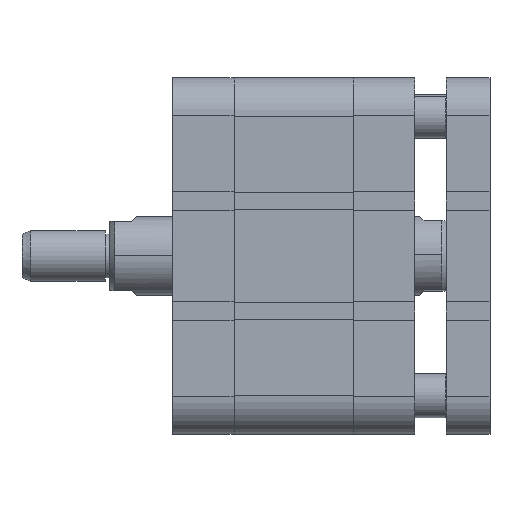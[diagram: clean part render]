
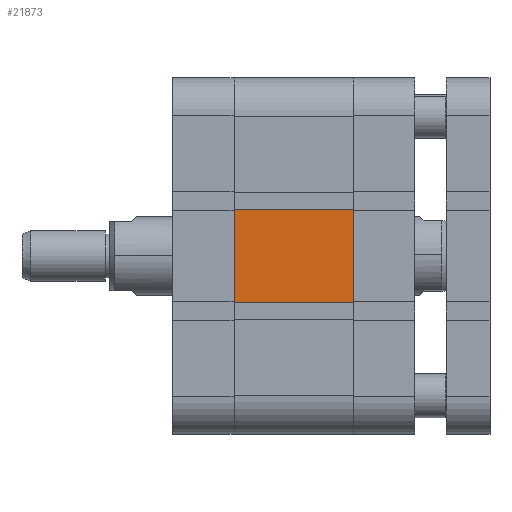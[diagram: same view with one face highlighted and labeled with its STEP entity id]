
A CAD part, front view. The second image highlights one B-rep face of the part: STEP entity #21873.
In plain terms, the highlighted planar face has unit normal (0, -1, 0).
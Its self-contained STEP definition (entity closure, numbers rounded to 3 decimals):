
#661 = CARTESIAN_POINT ( 'NONE',  ( 0., -56.75, -56.75 ) ) ;
#1514 = CARTESIAN_POINT ( 'NONE',  ( 38., -56.75, -56.75 ) ) ;
#1712 = FACE_OUTER_BOUND ( 'NONE', #28477, .T. ) ;
#2625 = CARTESIAN_POINT ( 'NONE',  ( 38., -56.75, -56.75 ) ) ;
#2926 = LINE ( 'NONE', #24278, #34504 ) ;
#4244 = EDGE_CURVE ( 'NONE', #7557, #30156, #28561, .T. ) ;
#5800 = LINE ( 'NONE', #24508, #36226 ) ;
#6004 = DIRECTION ( 'NONE',  ( -1., 0., 0. ) ) ;
#6361 = EDGE_CURVE ( 'NONE', #7718, #7557, #2926, .T. ) ;
#7557 = VERTEX_POINT ( 'NONE', #32007 ) ;
#7718 = VERTEX_POINT ( 'NONE', #29561 ) ;
#9991 = DIRECTION ( 'NONE',  ( 0., 0., -1. ) ) ;
#14721 = PLANE ( 'NONE',  #32998 ) ;
#14938 = DIRECTION ( 'NONE',  ( -1., 0., 0. ) ) ;
#15153 = ORIENTED_EDGE ( 'NONE', *, *, #31222, .F. ) ;
#17638 = VERTEX_POINT ( 'NONE', #25704 ) ;
#20216 = DIRECTION ( 'NONE',  ( 0., 0., 1. ) ) ;
#20742 = VECTOR ( 'NONE', #9991, 1000. ) ;
#21570 = EDGE_CURVE ( 'NONE', #17638, #30156, #5800, .T. ) ;
#21873 = ADVANCED_FACE ( 'NONE', ( #1712 ), #14721, .F. ) ;
#22247 = ORIENTED_EDGE ( 'NONE', *, *, #6361, .T. ) ;
#24278 = CARTESIAN_POINT ( 'NONE',  ( 38.001, -56.75, 14.7 ) ) ;
#24367 = DIRECTION ( 'NONE',  ( 0., 0., -1. ) ) ;
#24508 = CARTESIAN_POINT ( 'NONE',  ( 38.001, -56.75, -14.7 ) ) ;
#25704 = CARTESIAN_POINT ( 'NONE',  ( 38., -56.75, -14.7 ) ) ;
#28477 = EDGE_LOOP ( 'NONE', ( #22247, #39200, #33400, #15153 ) ) ;
#28561 = LINE ( 'NONE', #661, #20742 ) ;
#29561 = CARTESIAN_POINT ( 'NONE',  ( 38., -56.75, 14.7 ) ) ;
#30156 = VERTEX_POINT ( 'NONE', #38055 ) ;
#31222 = EDGE_CURVE ( 'NONE', #7718, #17638, #33791, .T. ) ;
#32007 = CARTESIAN_POINT ( 'NONE',  ( 0., -56.75, 14.7 ) ) ;
#32998 = AXIS2_PLACEMENT_3D ( 'NONE', #1514, #36329, #20216 ) ;
#33400 = ORIENTED_EDGE ( 'NONE', *, *, #21570, .F. ) ;
#33791 = LINE ( 'NONE', #2625, #38590 ) ;
#34504 = VECTOR ( 'NONE', #14938, 1000. ) ;
#36226 = VECTOR ( 'NONE', #6004, 1000. ) ;
#36329 = DIRECTION ( 'NONE',  ( 0., 1., 0. ) ) ;
#38055 = CARTESIAN_POINT ( 'NONE',  ( 0., -56.75, -14.7 ) ) ;
#38590 = VECTOR ( 'NONE', #24367, 1000. ) ;
#39200 = ORIENTED_EDGE ( 'NONE', *, *, #4244, .T. ) ;
